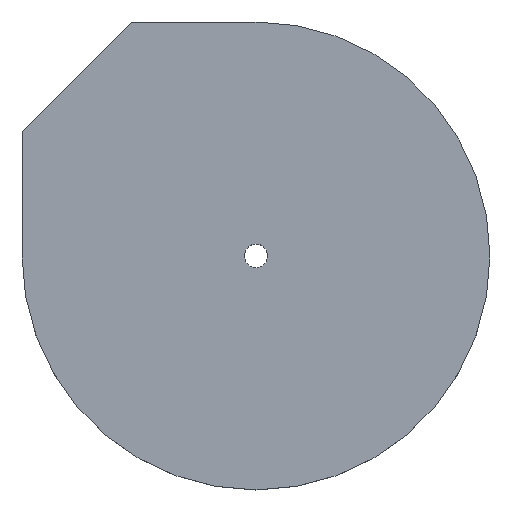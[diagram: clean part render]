
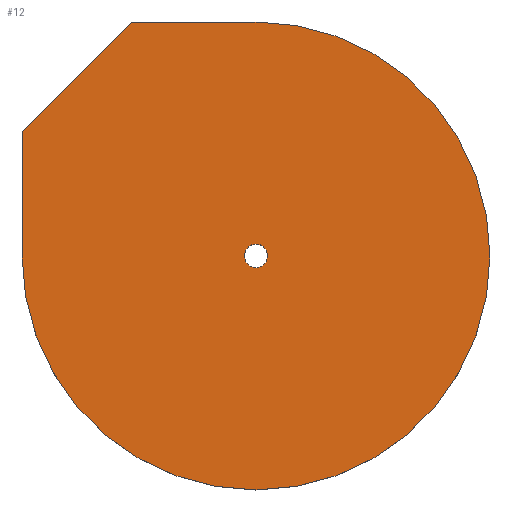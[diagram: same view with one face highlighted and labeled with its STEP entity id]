
A CAD part, top view. The second image highlights one B-rep face of the part: STEP entity #12.
In plain terms, the highlighted planar face has unit normal (0, 0, 1).
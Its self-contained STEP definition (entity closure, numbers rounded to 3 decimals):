
#1 = EDGE_CURVE ( 'NONE', #111, #144, #155, .T. ) ;
#3 = EDGE_CURVE ( 'NONE', #238, #111, #130, .T. ) ;
#4 = EDGE_CURVE ( 'NONE', #173, #238, #158, .T. ) ;
#5 = EDGE_CURVE ( 'NONE', #220, #259, #152, .T. ) ;
#10 = CARTESIAN_POINT ( 'NONE',  ( 0., 0., 6. ) ) ;
#12 = ADVANCED_FACE ( 'NONE', ( #278, #157 ), #57, .T. ) ;
#34 = ORIENTED_EDGE ( 'NONE', *, *, #3, .F. ) ;
#37 = CARTESIAN_POINT ( 'NONE',  ( 0., 0., 6. ) ) ;
#43 = CIRCLE ( 'NONE', #226, 3. ) ;
#45 = CARTESIAN_POINT ( 'NONE',  ( -31.924, 60., 6. ) ) ;
#47 = DIRECTION ( 'NONE',  ( 0., 1., 0. ) ) ;
#49 = DIRECTION ( 'NONE',  ( 1., 0., 0. ) ) ;
#50 = DIRECTION ( 'NONE',  ( 0., 0., 1. ) ) ;
#52 = CARTESIAN_POINT ( 'NONE',  ( -31.924, 60., 6. ) ) ;
#56 = CARTESIAN_POINT ( 'NONE',  ( -60., 31.924, 6. ) ) ;
#57 = PLANE ( 'NONE',  #256 ) ;
#73 = DIRECTION ( 'NONE',  ( 1., 0., 0. ) ) ;
#78 = DIRECTION ( 'NONE',  ( 0., 0., 1. ) ) ;
#80 = VECTOR ( 'NONE', #188, 1000. ) ;
#103 = ORIENTED_EDGE ( 'NONE', *, *, #208, .F. ) ;
#105 = EDGE_LOOP ( 'NONE', ( #103, #266 ) ) ;
#111 = VERTEX_POINT ( 'NONE', #45 ) ;
#114 = CIRCLE ( 'NONE', #175, 60. ) ;
#118 = DIRECTION ( 'NONE',  ( 1., 0., 0. ) ) ;
#119 = DIRECTION ( 'NONE',  ( 0., 0., 1. ) ) ;
#121 = ORIENTED_EDGE ( 'NONE', *, *, #1, .F. ) ;
#126 = CARTESIAN_POINT ( 'NONE',  ( 0., 60., 6. ) ) ;
#128 = CARTESIAN_POINT ( 'NONE',  ( 0., 0., 6. ) ) ;
#130 = LINE ( 'NONE', #52, #80 ) ;
#131 = DIRECTION ( 'NONE',  ( 1., 0., 0. ) ) ;
#137 = CARTESIAN_POINT ( 'NONE',  ( -60., 31.924, 6. ) ) ;
#140 = DIRECTION ( 'NONE',  ( 1., 0., 0. ) ) ;
#144 = VERTEX_POINT ( 'NONE', #249 ) ;
#151 = VECTOR ( 'NONE', #131, 1000. ) ;
#152 = CIRCLE ( 'NONE', #270, 3. ) ;
#155 = LINE ( 'NONE', #126, #151 ) ;
#157 = FACE_BOUND ( 'NONE', #105, .T. ) ;
#158 = LINE ( 'NONE', #56, #241 ) ;
#160 = DIRECTION ( 'NONE',  ( 0., 0., 1. ) ) ;
#161 = CARTESIAN_POINT ( 'NONE',  ( 0., 0., 6. ) ) ;
#162 = CARTESIAN_POINT ( 'NONE',  ( 3., 0., 6. ) ) ;
#166 = CARTESIAN_POINT ( 'NONE',  ( -3., 0., 6. ) ) ;
#173 = VERTEX_POINT ( 'NONE', #269 ) ;
#175 = AXIS2_PLACEMENT_3D ( 'NONE', #128, #119, #118 ) ;
#188 = DIRECTION ( 'NONE',  ( 0.707, 0.707, 0. ) ) ;
#196 = ORIENTED_EDGE ( 'NONE', *, *, #260, .T. ) ;
#208 = EDGE_CURVE ( 'NONE', #259, #220, #43, .T. ) ;
#214 = ORIENTED_EDGE ( 'NONE', *, *, #4, .F. ) ;
#220 = VERTEX_POINT ( 'NONE', #162 ) ;
#226 = AXIS2_PLACEMENT_3D ( 'NONE', #161, #160, #140 ) ;
#238 = VERTEX_POINT ( 'NONE', #137 ) ;
#241 = VECTOR ( 'NONE', #47, 1000. ) ;
#245 = EDGE_LOOP ( 'NONE', ( #196, #121, #34, #214 ) ) ;
#249 = CARTESIAN_POINT ( 'NONE',  ( 0., 60., 6. ) ) ;
#256 = AXIS2_PLACEMENT_3D ( 'NONE', #37, #50, #49 ) ;
#259 = VERTEX_POINT ( 'NONE', #166 ) ;
#260 = EDGE_CURVE ( 'NONE', #173, #144, #114, .T. ) ;
#266 = ORIENTED_EDGE ( 'NONE', *, *, #5, .F. ) ;
#269 = CARTESIAN_POINT ( 'NONE',  ( -60., 0., 6. ) ) ;
#270 = AXIS2_PLACEMENT_3D ( 'NONE', #10, #78, #73 ) ;
#278 = FACE_OUTER_BOUND ( 'NONE', #245, .T. ) ;
